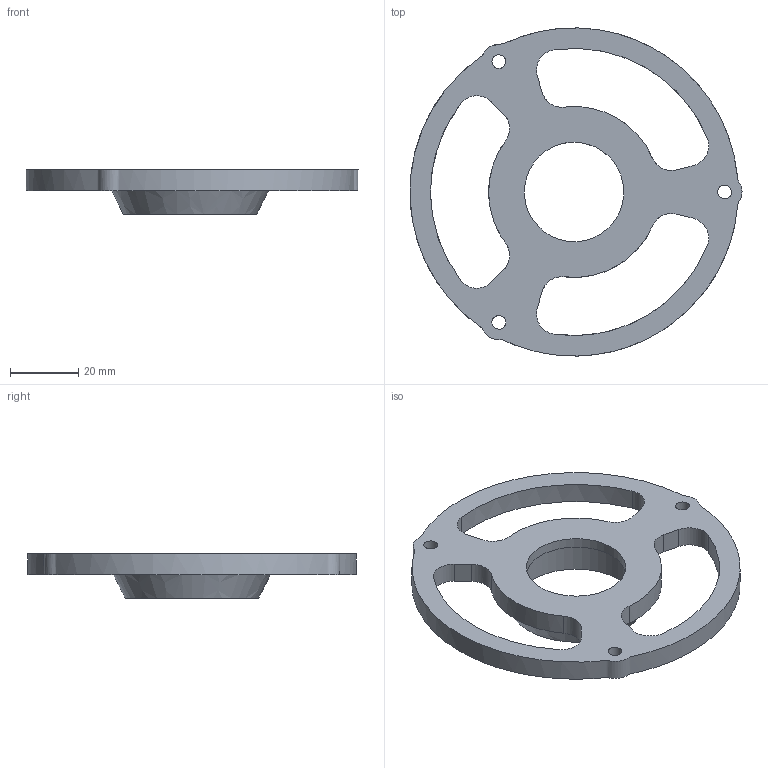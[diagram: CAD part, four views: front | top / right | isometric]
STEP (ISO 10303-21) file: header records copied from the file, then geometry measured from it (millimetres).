
FILE_DESCRIPTION(/* description */ (''),/* implementation_level */ '2;1');
FILE_NAME(/* name */ 'platine_aluminium',/* time_stamp */ '2022-11-20T11:19:12+01:00',/* author */ (''),/* organization */ (''),/* preprocessor_version */ 'ST-DEVELOPER v16.5',/* originating_system */ 'Rhino 7.13',/* authorisation */ '');
FILE_SCHEMA (('CONFIG_CONTROL_DESIGN'));
Length unit declared in the file: millimetre
Products named in the file (1): Document
Bounding box: 97.05 x 95.92 x 13 mm (x, y, z)
Volume: 25403.3 mm3; surface area: 14156.2 mm2
Topology: 1 solids, 1 shells, 35 faces, 95 edges, 62 vertices
Faces by surface type: cylinder 23, plane 10, bspline 2
Full cylindrical faces by diameter (mm): 3.99 x1, 4 x2, 29.065 x1, 34.98 x1
Entity records: 1309 total; most frequent: CARTESIAN_POINT 619, ORIENTED_EDGE 190, EDGE_CURVE 95, VERTEX_POINT 62, EDGE_LOOP 49, DIRECTION 37, ADVANCED_FACE 35, FACE_OUTER_BOUND 35
